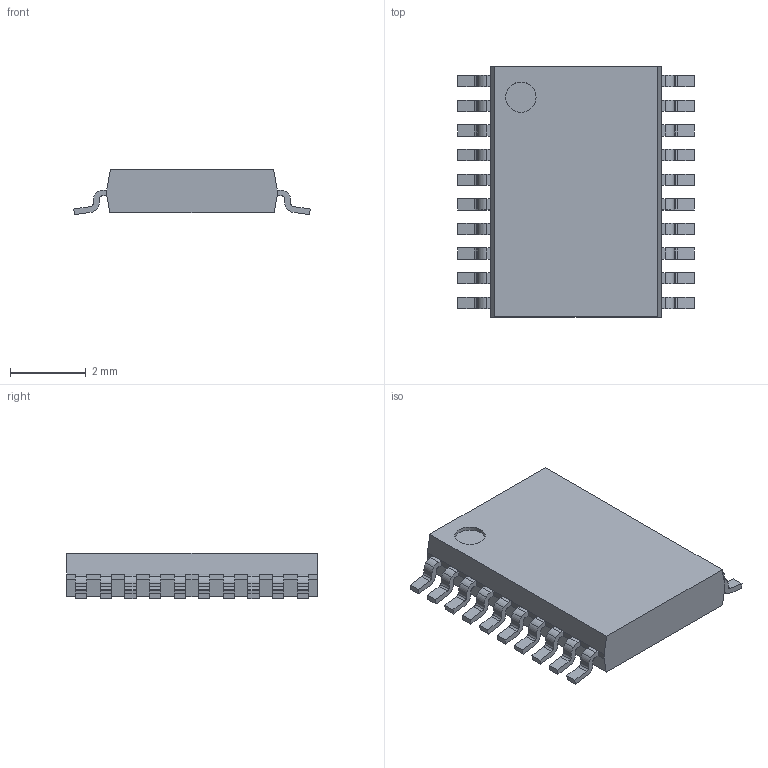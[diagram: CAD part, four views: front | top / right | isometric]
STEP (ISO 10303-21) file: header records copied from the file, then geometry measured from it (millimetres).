
FILE_DESCRIPTION((''),'2;1');
FILE_NAME('SOP65P640X110-20N.stp','2009-02-16T14:39:44',(''),(''),'Mechanical Desktop 2006','Mechanical Desktop 2006',', , ');
FILE_SCHEMA(('AUTOMOTIVE_DESIGN { 1 2 10303 214 0 1 1 1 }'));
Length unit declared in the file: millimetre
Products named in the file (1): Product
Bounding box: 6.24 x 6.6 x 1.2 mm (x, y, z)
Volume: 34.6 mm3; surface area: 105.5 mm2
Topology: 21 solids, 21 shells, 373 faces, 990 edges, 660 vertices
Faces by surface type: bspline 180, plane 111, cylinder 82
Entity records: 12720 total; most frequent: CARTESIAN_POINT 3684, ORIENTED_EDGE 1980, DIRECTION 1702, EDGE_CURVE 990, VECTOR 666, LINE 666, VERTEX_POINT 660, AXIS2_PLACEMENT_3D 518
